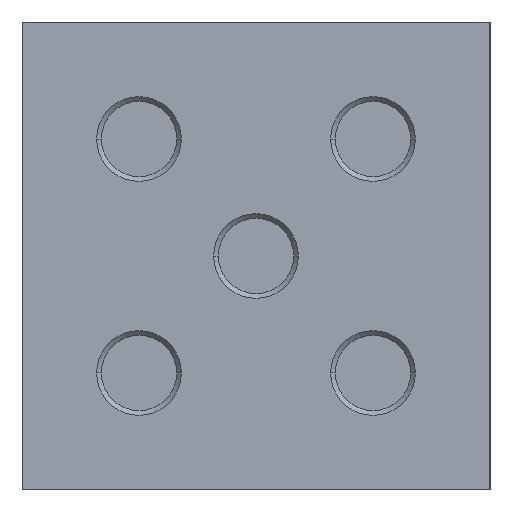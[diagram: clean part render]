
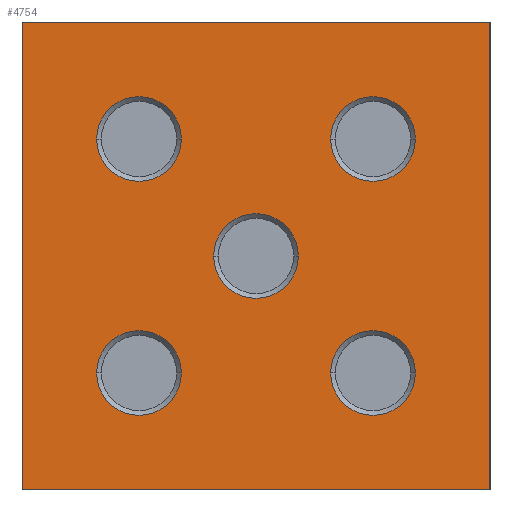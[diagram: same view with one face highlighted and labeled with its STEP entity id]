
A CAD part, left-side view. The second image highlights one B-rep face of the part: STEP entity #4754.
In plain terms, the highlighted planar face has unit normal (-1, 0, 0).
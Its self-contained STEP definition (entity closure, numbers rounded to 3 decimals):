
#4754=ADVANCED_FACE('',(#10928,#10929,#10930,#10931,#10932,#10933),#10934,.T.);
#10928=FACE_BOUND('',#18510,.T.);
#10929=FACE_BOUND('',#18511,.T.);
#10930=FACE_BOUND('',#18512,.T.);
#10931=FACE_BOUND('',#18513,.T.);
#10932=FACE_BOUND('',#18514,.T.);
#10933=FACE_OUTER_BOUND('',#18515,.T.);
#10934=PLANE('',#18516);
#18510=EDGE_LOOP('',(#32678,#32679));
#18511=EDGE_LOOP('',(#32680,#32681));
#18512=EDGE_LOOP('',(#32682,#32683));
#18513=EDGE_LOOP('',(#32684,#32685));
#18514=EDGE_LOOP('',(#32686,#32687));
#18515=EDGE_LOOP('',(#32688,#32689,#32690,#32691));
#18516=AXIS2_PLACEMENT_3D('',#32692,#32693,#32694);
#32678=ORIENTED_EDGE('',*,*,#46172,.F.);
#32679=ORIENTED_EDGE('',*,*,#47292,.F.);
#32680=ORIENTED_EDGE('',*,*,#46891,.F.);
#32681=ORIENTED_EDGE('',*,*,#47293,.F.);
#32682=ORIENTED_EDGE('',*,*,#44288,.F.);
#32683=ORIENTED_EDGE('',*,*,#42392,.F.);
#32684=ORIENTED_EDGE('',*,*,#46533,.F.);
#32685=ORIENTED_EDGE('',*,*,#46042,.F.);
#32686=ORIENTED_EDGE('',*,*,#47294,.F.);
#32687=ORIENTED_EDGE('',*,*,#47295,.F.);
#32688=ORIENTED_EDGE('',*,*,#45462,.F.);
#32689=ORIENTED_EDGE('',*,*,#47296,.F.);
#32690=ORIENTED_EDGE('',*,*,#45056,.T.);
#32691=ORIENTED_EDGE('',*,*,#43511,.F.);
#32692=CARTESIAN_POINT('',(-240.0,390.0,0.0));
#32693=DIRECTION('',(-1.0,0.0,0.0));
#32694=DIRECTION('',(0.0,0.0,1.0));
#42392=EDGE_CURVE('',#50445,#50447,#50448,.T.);
#43511=EDGE_CURVE('',#52324,#52322,#52326,.T.);
#44288=EDGE_CURVE('',#50447,#50445,#53567,.T.);
#45056=EDGE_CURVE('',#54751,#52322,#54753,.T.);
#45462=EDGE_CURVE('',#55319,#52324,#55320,.T.);
#46042=EDGE_CURVE('',#56133,#56135,#56136,.T.);
#46172=EDGE_CURVE('',#56309,#56306,#56311,.T.);
#46533=EDGE_CURVE('',#56135,#56133,#56801,.T.);
#46891=EDGE_CURVE('',#57260,#57256,#57262,.T.);
#47292=EDGE_CURVE('',#56306,#56309,#57780,.T.);
#47293=EDGE_CURVE('',#57256,#57260,#57781,.T.);
#47294=EDGE_CURVE('',#57782,#57783,#57784,.T.);
#47295=EDGE_CURVE('',#57783,#57782,#57785,.T.);
#47296=EDGE_CURVE('',#54751,#55319,#57786,.T.);
#50445=VERTEX_POINT('',#61382);
#50447=VERTEX_POINT('',#61385);
#50448=CIRCLE('',#61386,9.05);
#52322=VERTEX_POINT('',#63676);
#52324=VERTEX_POINT('',#63679);
#52326=LINE('',#63682,#63683);
#53567=CIRCLE('',#65157,9.05);
#54751=VERTEX_POINT('',#66646);
#54753=LINE('',#66649,#66650);
#55319=VERTEX_POINT('',#67370);
#55320=LINE('',#67371,#67372);
#56133=VERTEX_POINT('',#68320);
#56135=VERTEX_POINT('',#68323);
#56136=CIRCLE('',#68324,9.05);
#56306=VERTEX_POINT('',#68535);
#56309=VERTEX_POINT('',#68539);
#56311=CIRCLE('',#68542,9.05);
#56801=CIRCLE('',#69168,9.05);
#57256=VERTEX_POINT('',#69734);
#57260=VERTEX_POINT('',#69739);
#57262=CIRCLE('',#69742,9.05);
#57780=CIRCLE('',#70358,9.05);
#57781=CIRCLE('',#70359,9.05);
#57782=VERTEX_POINT('',#70360);
#57783=VERTEX_POINT('',#70361);
#57784=CIRCLE('',#70362,9.05);
#57785=CIRCLE('',#70363,9.05);
#57786=LINE('',#70364,#70365);
#61382=CARTESIAN_POINT('',(-240.0,336.05,25.0));
#61385=CARTESIAN_POINT('',(-240.0,317.95,25.0));
#61386=AXIS2_PLACEMENT_3D('',#74166,#74167,#74168);
#63676=CARTESIAN_POINT('',(-240.0,402.0,100.0));
#63679=CARTESIAN_POINT('',(-240.0,402.0,0.0));
#63682=CARTESIAN_POINT('',(-240.0,402.0,0.0));
#63683=VECTOR('',#76000,1.0);
#65157=AXIS2_PLACEMENT_3D('',#77428,#77429,#77430);
#66646=CARTESIAN_POINT('',(-240.0,302.0,100.0));
#66649=CARTESIAN_POINT('',(-240.0,390.0,100.0));
#66650=VECTOR('',#78583,1.0);
#67370=CARTESIAN_POINT('',(-240.0,302.0,0.0));
#67371=CARTESIAN_POINT('',(-240.0,302.0,0.0));
#67372=VECTOR('',#79176,1.0);
#68320=CARTESIAN_POINT('',(-240.0,386.05,75.0));
#68323=CARTESIAN_POINT('',(-240.0,367.95,75.0));
#68324=AXIS2_PLACEMENT_3D('',#80276,#80277,#80278);
#68535=CARTESIAN_POINT('',(-240.0,386.05,25.0));
#68539=CARTESIAN_POINT('',(-240.0,367.95,25.0));
#68542=AXIS2_PLACEMENT_3D('',#80475,#80476,#80477);
#69168=AXIS2_PLACEMENT_3D('',#80980,#80981,#80982);
#69734=CARTESIAN_POINT('',(-240.0,361.05,50.0));
#69739=CARTESIAN_POINT('',(-240.0,342.95,50.0));
#69742=AXIS2_PLACEMENT_3D('',#81489,#81490,#81491);
#70358=AXIS2_PLACEMENT_3D('',#82220,#82221,#82222);
#70359=AXIS2_PLACEMENT_3D('',#82223,#82224,#82225);
#70360=CARTESIAN_POINT('',(-240.0,317.95,75.0));
#70361=CARTESIAN_POINT('',(-240.0,336.05,75.0));
#70362=AXIS2_PLACEMENT_3D('',#82226,#82227,#82228);
#70363=AXIS2_PLACEMENT_3D('',#82229,#82230,#82231);
#70364=CARTESIAN_POINT('',(-240.0,302.0,100.0));
#70365=VECTOR('',#82232,1.0);
#74166=CARTESIAN_POINT('',(-240.0,327.0,25.0));
#74167=DIRECTION('',(-1.0,0.0,0.0));
#74168=DIRECTION('',(0.0,1.0,0.0));
#76000=DIRECTION('',(0.0,0.0,1.0));
#77428=CARTESIAN_POINT('',(-240.0,327.0,25.0));
#77429=DIRECTION('',(-1.0,0.0,0.0));
#77430=DIRECTION('',(0.0,1.0,0.0));
#78583=DIRECTION('',(0.0,1.0,0.0));
#79176=DIRECTION('',(0.0,1.0,0.0));
#80276=CARTESIAN_POINT('',(-240.0,377.0,75.0));
#80277=DIRECTION('',(-1.0,0.0,0.0));
#80278=DIRECTION('',(0.0,1.0,0.0));
#80475=CARTESIAN_POINT('',(-240.0,377.0,25.0));
#80476=DIRECTION('',(-1.0,0.0,0.0));
#80477=DIRECTION('',(0.0,1.0,0.0));
#80980=CARTESIAN_POINT('',(-240.0,377.0,75.0));
#80981=DIRECTION('',(-1.0,0.0,0.0));
#80982=DIRECTION('',(0.0,1.0,0.0));
#81489=CARTESIAN_POINT('',(-240.0,352.0,50.0));
#81490=DIRECTION('',(-1.0,0.0,0.0));
#81491=DIRECTION('',(0.0,1.0,0.0));
#82220=CARTESIAN_POINT('',(-240.0,377.0,25.0));
#82221=DIRECTION('',(-1.0,0.0,0.0));
#82222=DIRECTION('',(0.0,1.0,0.0));
#82223=CARTESIAN_POINT('',(-240.0,352.0,50.0));
#82224=DIRECTION('',(-1.0,0.0,0.0));
#82225=DIRECTION('',(0.0,1.0,0.0));
#82226=CARTESIAN_POINT('',(-240.0,327.0,75.0));
#82227=DIRECTION('',(-1.0,0.0,0.0));
#82228=DIRECTION('',(0.0,1.0,0.0));
#82229=CARTESIAN_POINT('',(-240.0,327.0,75.0));
#82230=DIRECTION('',(-1.0,0.0,0.0));
#82231=DIRECTION('',(0.0,1.0,0.0));
#82232=DIRECTION('',(0.0,0.0,-1.0));
